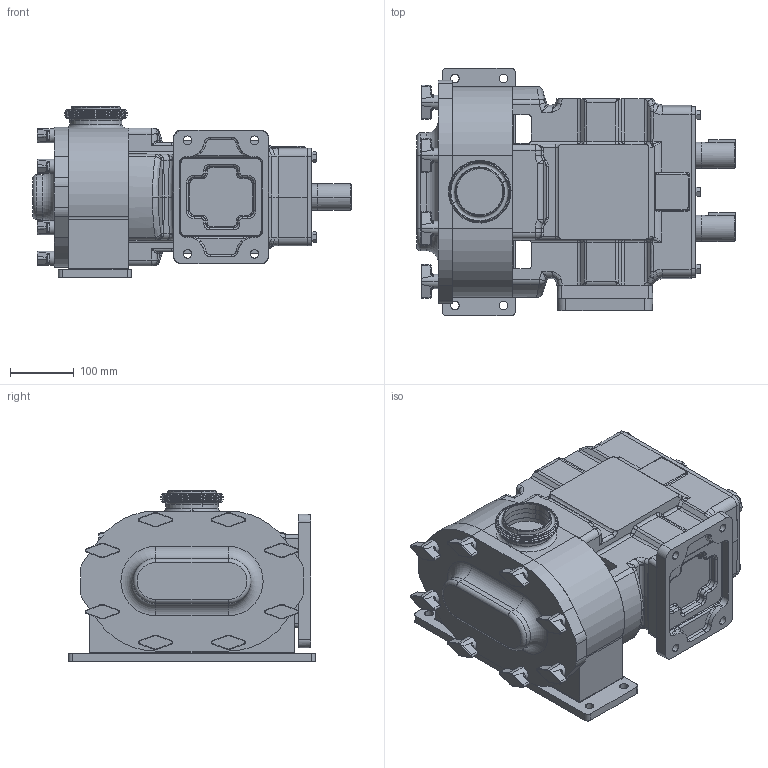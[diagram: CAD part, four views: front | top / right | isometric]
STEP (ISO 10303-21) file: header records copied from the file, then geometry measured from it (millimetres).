
FILE_DESCRIPTION (( 'STEP AP214' ), '1' );
FILE_NAME ('TRA10-1340-010.STEP', '2024-11-06T22:19:15', ( '' ), ( '' ), 'SwSTEP 2.0', 'SolidWorks 2023', '' );
FILE_SCHEMA (( 'AUTOMOTIVE_DESIGN' ));
Length unit declared in the file: inch
Products named in the file (5): TRA10-0600-GEARBOX-H; TRA10-0600-COVER-STD; TRA10-1340-BODY; TRA10-1340-010; 1300RJT30
Assembly tree (4 placements, depth 2):
  TRA10-1340-010
    TRA10-0600-GEARBOX-H
    TRA10-1340-BODY
    1300RJT30
    TRA10-0600-COVER-STD
Bounding box: 499.26 x 387.35 x 266.64 mm (x, y, z)
Volume: 21862862.9 mm3; surface area: 948807.8 mm2
Topology: 4 solids, 4 shells, 1122 faces, 2727 edges, 1618 vertices
Faces by surface type: cylinder 399, plane 303, bspline 206, torus 120, cone 78, sphere 16
Entity records: 40887 total; most frequent: CARTESIAN_POINT 16648, ORIENTED_EDGE 5398, DIRECTION 4739, EDGE_CURVE 2699, AXIS2_PLACEMENT_3D 1837, VERTEX_POINT 1618, EDGE_LOOP 1173, FACE_OUTER_BOUND 1122
